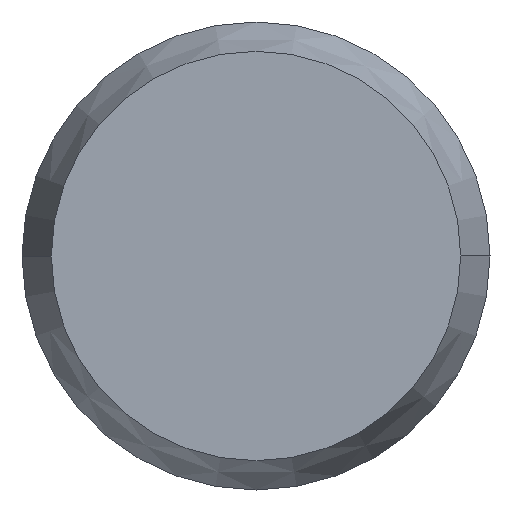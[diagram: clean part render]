
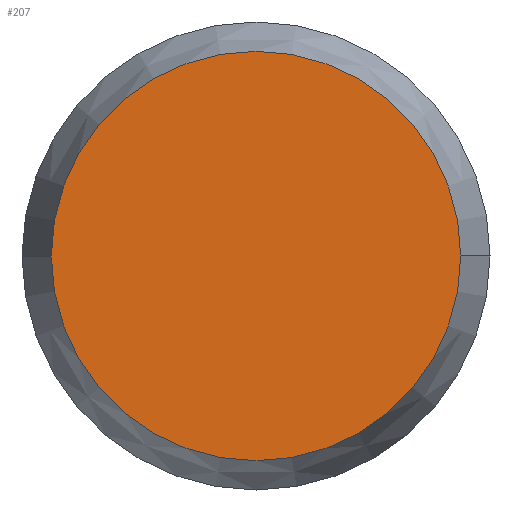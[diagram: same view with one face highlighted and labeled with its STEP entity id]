
A CAD part, front view. The second image highlights one B-rep face of the part: STEP entity #207.
In plain terms, the highlighted planar face has unit normal (0, -1, 0).
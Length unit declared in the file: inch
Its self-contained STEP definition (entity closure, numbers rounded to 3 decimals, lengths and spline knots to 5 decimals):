
#1 = DIRECTION ( 'NONE',  ( 0., -1., 0. ) ) ;
#33 = DIRECTION ( 'NONE',  ( 0., -1., 0. ) ) ;
#37 = EDGE_CURVE ( 'NONE', #330, #48, #159, .T. ) ;
#39 = DIRECTION ( 'NONE',  ( 0., 0., -1. ) ) ;
#48 = VERTEX_POINT ( 'NONE', #335 ) ;
#52 = PLANE ( 'NONE',  #331 ) ;
#66 = DIRECTION ( 'NONE',  ( 0., -1., 0. ) ) ;
#68 = ORIENTED_EDGE ( 'NONE', *, *, #37, .T. ) ;
#141 = AXIS2_PLACEMENT_3D ( 'NONE', #192, #1, #307 ) ;
#144 = EDGE_CURVE ( 'NONE', #48, #330, #180, .T. ) ;
#159 = CIRCLE ( 'NONE', #141, 0.10935 ) ;
#168 = AXIS2_PLACEMENT_3D ( 'NONE', #177, #33, #283 ) ;
#177 = CARTESIAN_POINT ( 'NONE',  ( 0., 0., 0. ) ) ;
#180 = CIRCLE ( 'NONE', #168, 0.10935 ) ;
#192 = CARTESIAN_POINT ( 'NONE',  ( 0., 0., 0. ) ) ;
#207 = ADVANCED_FACE ( 'NONE', ( #313 ), #52, .T. ) ;
#223 = ORIENTED_EDGE ( 'NONE', *, *, #144, .T. ) ;
#243 = EDGE_LOOP ( 'NONE', ( #223, #68 ) ) ;
#283 = DIRECTION ( 'NONE',  ( 0., 0., -1. ) ) ;
#307 = DIRECTION ( 'NONE',  ( 0., 0., -1. ) ) ;
#313 = FACE_OUTER_BOUND ( 'NONE', #243, .T. ) ;
#330 = VERTEX_POINT ( 'NONE', #334 ) ;
#331 = AXIS2_PLACEMENT_3D ( 'NONE', #344, #66, #39 ) ;
#334 = CARTESIAN_POINT ( 'NONE',  ( 0., 0., 0.10935 ) ) ;
#335 = CARTESIAN_POINT ( 'NONE',  ( 0., 0., -0.10935 ) ) ;
#344 = CARTESIAN_POINT ( 'NONE',  ( 0., 0., 0. ) ) ;
